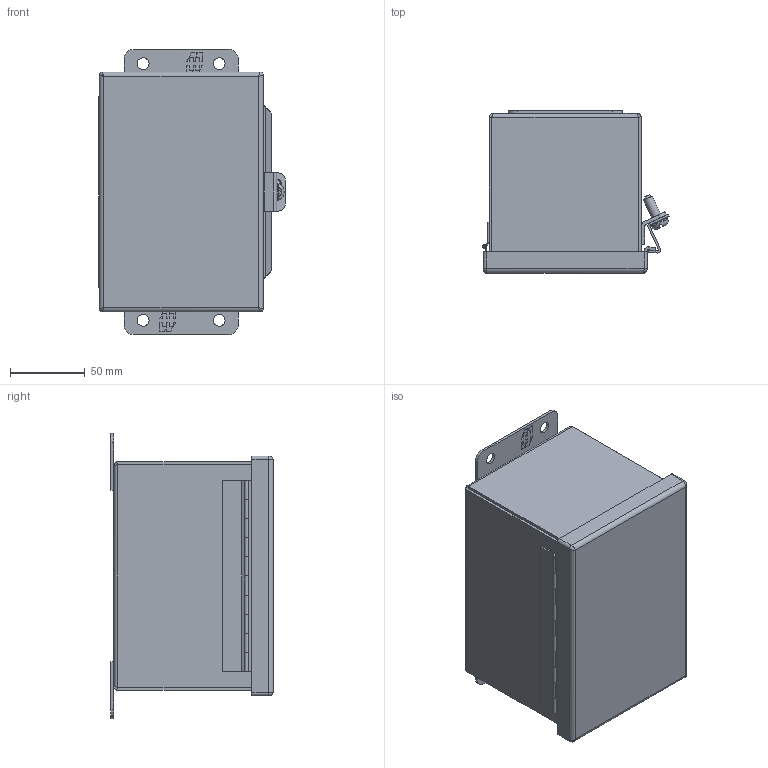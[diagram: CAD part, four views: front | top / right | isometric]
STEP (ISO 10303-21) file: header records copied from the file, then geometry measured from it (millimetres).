
FILE_DESCRIPTION (( 'STEP AP214' ), '1' );
FILE_NAME ('1414N4PHS16C4.STEP', '2019-09-17T11:37:56', ( '' ), ( '' ), 'SwSTEP 2.0', 'SolidWorks 2018', '' );
FILE_SCHEMA (( 'AUTOMOTIVE_DESIGN' ));
Length unit declared in the file: inch
Products named in the file (1): 1414N4PHS16C4
Bounding box: 124.53 x 108.43 x 190.5 mm (x, y, z)
Volume: 239647.9 mm3; surface area: 261522.9 mm2
Topology: 18 solids, 19 shells, 462 faces, 1136 edges, 710 vertices
Faces by surface type: plane 278, cylinder 133, bspline 26, cone 25
Full cylindrical faces by diameter (mm): 1.143 x1, 3.967 x4, 4.826 x2, 5.41 x1, 6.35 x3, 6.731 x4, 7.938 x4, 9.525 x4, 12.192 x1
Entity records: 21077 total; most frequent: CARTESIAN_POINT 4700, ORIENTED_EDGE 2158, DIRECTION 2121, EDGE_CURVE 1079, VECTOR 769, LINE 769, VERTEX_POINT 700, AXIS2_PLACEMENT_3D 676
